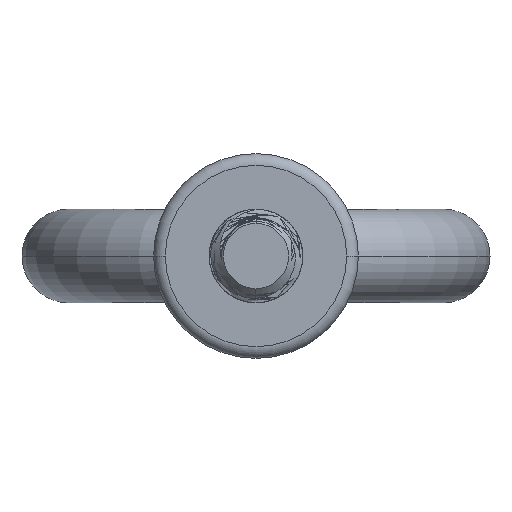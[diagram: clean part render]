
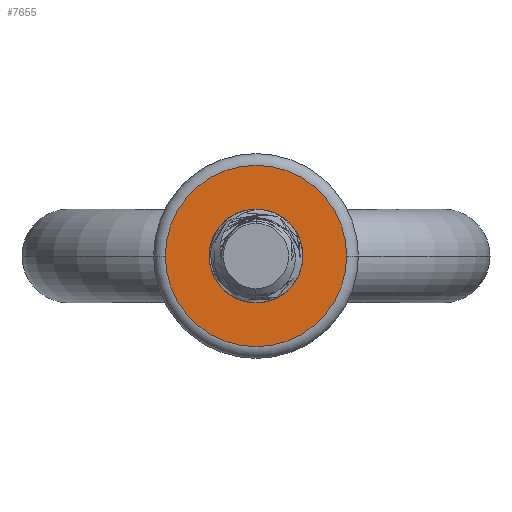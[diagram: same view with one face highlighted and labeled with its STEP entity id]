
A CAD part, front view. The second image highlights one B-rep face of the part: STEP entity #7655.
In plain terms, the highlighted planar face has unit normal (0, -1, 0).
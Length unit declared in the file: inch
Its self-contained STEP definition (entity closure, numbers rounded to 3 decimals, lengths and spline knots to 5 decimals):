
#325 = FACE_BOUND ( 'NONE', #3289, .T. ) ;
#585 = ORIENTED_EDGE ( 'NONE', *, *, #7761, .F. ) ;
#849 = DIRECTION ( 'NONE',  ( 1., 0., 0. ) ) ;
#864 = VERTEX_POINT ( 'NONE', #956 ) ;
#956 = CARTESIAN_POINT ( 'NONE',  ( 0.125, -0.8125, 0. ) ) ;
#981 = CARTESIAN_POINT ( 'NONE',  ( 0., -0.8125, 0. ) ) ;
#1391 = CIRCLE ( 'NONE', #2512, 0.125 ) ;
#1420 = CARTESIAN_POINT ( 'NONE',  ( -0.24219, -0.8125, 0. ) ) ;
#1455 = DIRECTION ( 'NONE',  ( 1., 0., 0. ) ) ;
#1788 = DIRECTION ( 'NONE',  ( 1., 0., 0. ) ) ;
#2222 = VERTEX_POINT ( 'NONE', #7226 ) ;
#2432 = ORIENTED_EDGE ( 'NONE', *, *, #4647, .F. ) ;
#2490 = ORIENTED_EDGE ( 'NONE', *, *, #7142, .T. ) ;
#2512 = AXIS2_PLACEMENT_3D ( 'NONE', #9273, #4650, #849 ) ;
#2538 = CIRCLE ( 'NONE', #3837, 0.125 ) ;
#2551 = DIRECTION ( 'NONE',  ( 0., -1., 0. ) ) ;
#2593 = VERTEX_POINT ( 'NONE', #7370 ) ;
#2988 = CARTESIAN_POINT ( 'NONE',  ( 0., -0.8125, 0. ) ) ;
#3188 = CIRCLE ( 'NONE', #5775, 0.24219 ) ;
#3289 = EDGE_LOOP ( 'NONE', ( #585, #4054, #2432 ) ) ;
#3670 = AXIS2_PLACEMENT_3D ( 'NONE', #4697, #7662, #1455 ) ;
#3837 = AXIS2_PLACEMENT_3D ( 'NONE', #9501, #2551, #1788 ) ;
#3890 = VERTEX_POINT ( 'NONE', #1420 ) ;
#4054 = ORIENTED_EDGE ( 'NONE', *, *, #9802, .T. ) ;
#4074 = DIRECTION ( 'NONE',  ( 0., -1., 0. ) ) ;
#4647 = EDGE_CURVE ( 'NONE', #2222, #864, #1391, .T. ) ;
#4650 = DIRECTION ( 'NONE',  ( 0., -1., 0. ) ) ;
#4697 = CARTESIAN_POINT ( 'NONE',  ( 0., -0.8125, 0. ) ) ;
#4907 = EDGE_LOOP ( 'NONE', ( #2490, #6542 ) ) ;
#4928 = FACE_OUTER_BOUND ( 'NONE', #4907, .T. ) ;
#5034 = PLANE ( 'NONE',  #5282 ) ;
#5282 = AXIS2_PLACEMENT_3D ( 'NONE', #981, #4074, #8097 ) ;
#5775 = AXIS2_PLACEMENT_3D ( 'NONE', #8270, #9729, #6646 ) ;
#6542 = ORIENTED_EDGE ( 'NONE', *, *, #8743, .T. ) ;
#6646 = DIRECTION ( 'NONE',  ( 1., 0., 0. ) ) ;
#6754 = DIRECTION ( 'NONE',  ( 0., 0., 1. ) ) ;
#7099 = AXIS2_PLACEMENT_3D ( 'NONE', #2988, #7623, #6754 ) ;
#7142 = EDGE_CURVE ( 'NONE', #7828, #3890, #7894, .T. ) ;
#7226 = CARTESIAN_POINT ( 'NONE',  ( -0.125, -0.8125, 0. ) ) ;
#7370 = CARTESIAN_POINT ( 'NONE',  ( 0.08839, -0.8125, 0.08839 ) ) ;
#7623 = DIRECTION ( 'NONE',  ( 0., 1., 0. ) ) ;
#7655 = ADVANCED_FACE ( 'NONE', ( #4928, #325 ), #5034, .T. ) ;
#7662 = DIRECTION ( 'NONE',  ( 0., -1., 0. ) ) ;
#7761 = EDGE_CURVE ( 'NONE', #2593, #2222, #2538, .T. ) ;
#7828 = VERTEX_POINT ( 'NONE', #8244 ) ;
#7894 = CIRCLE ( 'NONE', #3670, 0.24219 ) ;
#8097 = DIRECTION ( 'NONE',  ( 1., 0., 0. ) ) ;
#8244 = CARTESIAN_POINT ( 'NONE',  ( 0.24219, -0.8125, 0. ) ) ;
#8270 = CARTESIAN_POINT ( 'NONE',  ( 0., -0.8125, 0. ) ) ;
#8555 = CIRCLE ( 'NONE', #7099, 0.125 ) ;
#8743 = EDGE_CURVE ( 'NONE', #3890, #7828, #3188, .T. ) ;
#9273 = CARTESIAN_POINT ( 'NONE',  ( 0., -0.8125, 0. ) ) ;
#9501 = CARTESIAN_POINT ( 'NONE',  ( 0., -0.8125, 0. ) ) ;
#9729 = DIRECTION ( 'NONE',  ( 0., -1., 0. ) ) ;
#9802 = EDGE_CURVE ( 'NONE', #2593, #864, #8555, .T. ) ;
